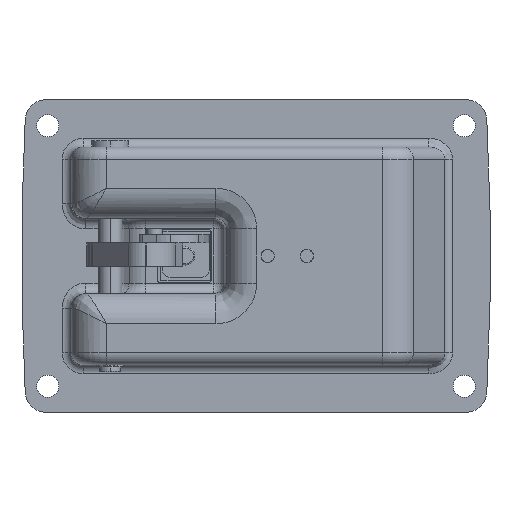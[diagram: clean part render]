
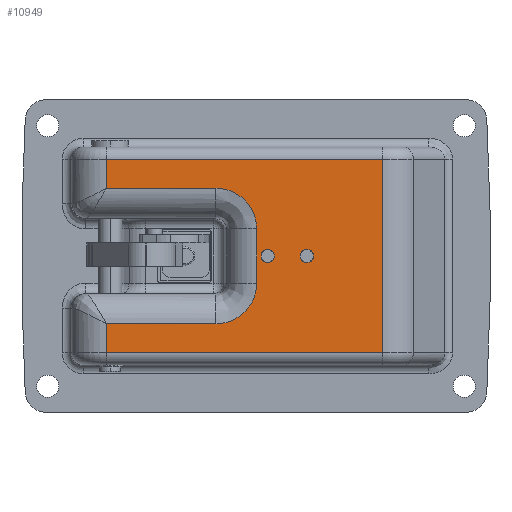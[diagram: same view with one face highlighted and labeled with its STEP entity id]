
A CAD part, front view. The second image highlights one B-rep face of the part: STEP entity #10949.
In plain terms, the highlighted planar face has unit normal (0, -1, 0).
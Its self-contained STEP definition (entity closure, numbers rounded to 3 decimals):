
#38 = ORIENTED_EDGE ( 'NONE', *, *, #10678, .F. ) ;
#60 = CARTESIAN_POINT ( 'NONE',  ( 40.626, -16.5, -26. ) ) ;
#70 = CIRCLE ( 'NONE', #3950, 2.55 ) ;
#103 = EDGE_CURVE ( 'NONE', #8065, #3605, #9532, .T. ) ;
#177 = CIRCLE ( 'NONE', #13368, 2.55 ) ;
#213 = CARTESIAN_POINT ( 'NONE',  ( 56.283, -16.5, 10.4 ) ) ;
#346 = CARTESIAN_POINT ( 'NONE',  ( 49.797, -16.5, -26. ) ) ;
#578 = EDGE_LOOP ( 'NONE', ( #4099, #8197 ) ) ;
#718 = DIRECTION ( 'NONE',  ( 0., 0., 1. ) ) ;
#783 = CARTESIAN_POINT ( 'NONE',  ( -15., -16.5, -37.195 ) ) ;
#835 = CARTESIAN_POINT ( 'NONE',  ( 75.5, -16.5, 0. ) ) ;
#924 = ORIENTED_EDGE ( 'NONE', *, *, #5925, .F. ) ;
#946 = EDGE_CURVE ( 'NONE', #4829, #11386, #14239, .T. ) ;
#1004 = VECTOR ( 'NONE', #12685, 1000. ) ;
#1091 = FACE_OUTER_BOUND ( 'NONE', #11532, .T. ) ;
#1430 = FACE_BOUND ( 'NONE', #6356, .T. ) ;
#1438 = DIRECTION ( 'NONE',  ( 0., 0., 1. ) ) ;
#1512 = LINE ( 'NONE', #4631, #12269 ) ;
#1564 = VECTOR ( 'NONE', #718, 1000. ) ;
#1777 = CARTESIAN_POINT ( 'NONE',  ( 56.283, -16.5, 41.795 ) ) ;
#1850 = EDGE_CURVE ( 'NONE', #7993, #7611, #177, .T. ) ;
#2124 = DIRECTION ( 'NONE',  ( 0., -1., 0. ) ) ;
#2268 = VERTEX_POINT ( 'NONE', #9679 ) ;
#2409 = DIRECTION ( 'NONE',  ( -1., 0., 0. ) ) ;
#2428 = CARTESIAN_POINT ( 'NONE',  ( 56.283, -16.5, -10.4 ) ) ;
#2507 = ORIENTED_EDGE ( 'NONE', *, *, #4103, .T. ) ;
#2516 = VERTEX_POINT ( 'NONE', #4550 ) ;
#2583 = LINE ( 'NONE', #9320, #8435 ) ;
#2748 = CARTESIAN_POINT ( 'NONE',  ( -1.4, -16.5, 37.195 ) ) ;
#2844 = EDGE_CURVE ( 'NONE', #7246, #4617, #13112, .T. ) ;
#3327 = CARTESIAN_POINT ( 'NONE',  ( 75.5, -16.5, 0. ) ) ;
#3562 = CARTESIAN_POINT ( 'NONE',  ( 56.283, -16.5, -19.538 ) ) ;
#3591 = DIRECTION ( 'NONE',  ( 1., 0., 0. ) ) ;
#3593 = CARTESIAN_POINT ( 'NONE',  ( 49.797, -16.5, 26. ) ) ;
#3605 = VERTEX_POINT ( 'NONE', #7389 ) ;
#3616 = VERTEX_POINT ( 'NONE', #9643 ) ;
#3672 = AXIS2_PLACEMENT_3D ( 'NONE', #8748, #14268, #7456 ) ;
#3739 = CARTESIAN_POINT ( 'NONE',  ( 40.626, -16.5, 26. ) ) ;
#3950 = AXIS2_PLACEMENT_3D ( 'NONE', #8209, #4705, #1438 ) ;
#4099 = ORIENTED_EDGE ( 'NONE', *, *, #1850, .F. ) ;
#4103 = EDGE_CURVE ( 'NONE', #2516, #12208, #8553, .T. ) ;
#4195 = VECTOR ( 'NONE', #13955, 1000. ) ;
#4332 = ORIENTED_EDGE ( 'NONE', *, *, #946, .F. ) ;
#4550 = CARTESIAN_POINT ( 'NONE',  ( -1.4, -16.5, -26. ) ) ;
#4617 = VERTEX_POINT ( 'NONE', #8577 ) ;
#4631 = CARTESIAN_POINT ( 'NONE',  ( -1.4, -16.5, 37.195 ) ) ;
#4705 = DIRECTION ( 'NONE',  ( 0., -1., 0. ) ) ;
#4829 = VERTEX_POINT ( 'NONE', #5069 ) ;
#4925 = CARTESIAN_POINT ( 'NONE',  ( 56.283, -16.5, 10.4 ) ) ;
#5069 = CARTESIAN_POINT ( 'NONE',  ( 56.283, -16.5, -10.4 ) ) ;
#5075 = EDGE_CURVE ( 'NONE', #12208, #7246, #14073, .T. ) ;
#5177 = CARTESIAN_POINT ( 'NONE',  ( -15., -16.5, 26. ) ) ;
#5220 = AXIS2_PLACEMENT_3D ( 'NONE', #835, #10928, #8875 ) ;
#5384 = ORIENTED_EDGE ( 'NONE', *, *, #2844, .T. ) ;
#5622 = CIRCLE ( 'NONE', #5220, 2.55 ) ;
#5639 = EDGE_CURVE ( 'NONE', #4829, #12799, #11651, .T. ) ;
#5734 = DIRECTION ( 'NONE',  ( 0., 0., 1. ) ) ;
#5837 = EDGE_CURVE ( 'NONE', #7611, #7993, #5622, .T. ) ;
#5925 = EDGE_CURVE ( 'NONE', #3616, #2268, #6858, .T. ) ;
#6057 = ORIENTED_EDGE ( 'NONE', *, *, #5075, .T. ) ;
#6334 = CARTESIAN_POINT ( 'NONE',  ( 104.607, -16.5, -37.195 ) ) ;
#6356 = EDGE_LOOP ( 'NONE', ( #8434, #38 ) ) ;
#6472 = EDGE_CURVE ( 'NONE', #2516, #12799, #2583, .T. ) ;
#6623 = ORIENTED_EDGE ( 'NONE', *, *, #6472, .F. ) ;
#6858 = LINE ( 'NONE', #5177, #4195 ) ;
#6928 = AXIS2_PLACEMENT_3D ( 'NONE', #13443, #7872, #5734 ) ;
#7012 = CARTESIAN_POINT ( 'NONE',  ( 56.283, -16.5, 19.538 ) ) ;
#7079 = CARTESIAN_POINT ( 'NONE',  ( 40.626, -16.5, -26. ) ) ;
#7098 = FACE_BOUND ( 'NONE', #578, .T. ) ;
#7246 = VERTEX_POINT ( 'NONE', #6334 ) ;
#7389 = CARTESIAN_POINT ( 'NONE',  ( 60.5, -16.5, -2.55 ) ) ;
#7456 = DIRECTION ( 'NONE',  ( 0., 0., 1. ) ) ;
#7611 = VERTEX_POINT ( 'NONE', #10526 ) ;
#7872 = DIRECTION ( 'NONE',  ( 0., -1., 0. ) ) ;
#7993 = VERTEX_POINT ( 'NONE', #10357 ) ;
#8065 = VERTEX_POINT ( 'NONE', #10448 ) ;
#8071 = LINE ( 'NONE', #11578, #1004 ) ;
#8197 = ORIENTED_EDGE ( 'NONE', *, *, #5837, .F. ) ;
#8209 = CARTESIAN_POINT ( 'NONE',  ( 60.5, -16.5, 0. ) ) ;
#8434 = ORIENTED_EDGE ( 'NONE', *, *, #103, .F. ) ;
#8435 = VECTOR ( 'NONE', #3591, 1000. ) ;
#8553 = LINE ( 'NONE', #9387, #8918 ) ;
#8577 = CARTESIAN_POINT ( 'NONE',  ( 104.607, -16.5, 37.195 ) ) ;
#8629 = CARTESIAN_POINT ( 'NONE',  ( 104.607, -16.5, 41.795 ) ) ;
#8748 = CARTESIAN_POINT ( 'NONE',  ( -15., -16.5, 41.795 ) ) ;
#8776 = DIRECTION ( 'NONE',  ( 1., 0., 0. ) ) ;
#8875 = DIRECTION ( 'NONE',  ( 0., 0., 1. ) ) ;
#8918 = VECTOR ( 'NONE', #9245, 1000. ) ;
#9245 = DIRECTION ( 'NONE',  ( 0., 0., -1. ) ) ;
#9284 = ORIENTED_EDGE ( 'NONE', *, *, #14171, .T. ) ;
#9289 = VECTOR ( 'NONE', #14262, 1000. ) ;
#9312 =( BOUNDED_CURVE ( )  B_SPLINE_CURVE ( 3, ( #3739, #3593, #7012, #4925 ),
 .UNSPECIFIED., .F., .F. ) 
 B_SPLINE_CURVE_WITH_KNOTS ( ( 4, 4 ),
 ( 4.712, 6.283 ),
 .UNSPECIFIED. ) 
 CURVE ( )  GEOMETRIC_REPRESENTATION_ITEM ( )  RATIONAL_B_SPLINE_CURVE ( ( 1., 0.805, 0.805, 1. ) ) 
 REPRESENTATION_ITEM ( '' )  );
#9320 = CARTESIAN_POINT ( 'NONE',  ( -15., -16.5, -26. ) ) ;
#9387 = CARTESIAN_POINT ( 'NONE',  ( -1.4, -16.5, 41.795 ) ) ;
#9417 = CARTESIAN_POINT ( 'NONE',  ( -1.4, -16.5, -37.195 ) ) ;
#9532 = CIRCLE ( 'NONE', #6928, 2.55 ) ;
#9643 = CARTESIAN_POINT ( 'NONE',  ( 40.626, -16.5, 26. ) ) ;
#9679 = CARTESIAN_POINT ( 'NONE',  ( -1.4, -16.5, 26. ) ) ;
#10048 = VECTOR ( 'NONE', #8776, 1000. ) ;
#10357 = CARTESIAN_POINT ( 'NONE',  ( 75.5, -16.5, 2.55 ) ) ;
#10448 = CARTESIAN_POINT ( 'NONE',  ( 60.5, -16.5, 2.55 ) ) ;
#10526 = CARTESIAN_POINT ( 'NONE',  ( 75.5, -16.5, -2.55 ) ) ;
#10568 = ORIENTED_EDGE ( 'NONE', *, *, #5639, .T. ) ;
#10678 = EDGE_CURVE ( 'NONE', #3605, #8065, #70, .T. ) ;
#10789 = ORIENTED_EDGE ( 'NONE', *, *, #14085, .T. ) ;
#10928 = DIRECTION ( 'NONE',  ( 0., -1., 0. ) ) ;
#10949 = ADVANCED_FACE ( 'NONE', ( #7098, #1430, #1091 ), #14180, .F. ) ;
#11386 = VERTEX_POINT ( 'NONE', #213 ) ;
#11532 = EDGE_LOOP ( 'NONE', ( #924, #13092, #4332, #10568, #6623, #2507, #6057, #5384, #10789, #9284 ) ) ;
#11578 = CARTESIAN_POINT ( 'NONE',  ( -1.4, -16.5, 41.795 ) ) ;
#11651 =( BOUNDED_CURVE ( )  B_SPLINE_CURVE ( 3, ( #2428, #3562, #346, #7079 ),
 .UNSPECIFIED., .F., .F. ) 
 B_SPLINE_CURVE_WITH_KNOTS ( ( 4, 4 ),
 ( 3.142, 4.712 ),
 .UNSPECIFIED. ) 
 CURVE ( )  GEOMETRIC_REPRESENTATION_ITEM ( )  RATIONAL_B_SPLINE_CURVE ( ( 1., 0.805, 0.805, 1. ) ) 
 REPRESENTATION_ITEM ( '' )  );
#12142 = EDGE_CURVE ( 'NONE', #3616, #11386, #9312, .T. ) ;
#12208 = VERTEX_POINT ( 'NONE', #9417 ) ;
#12269 = VECTOR ( 'NONE', #2409, 1000. ) ;
#12408 = DIRECTION ( 'NONE',  ( 0., 0., 1. ) ) ;
#12685 = DIRECTION ( 'NONE',  ( 0., 0., -1. ) ) ;
#12799 = VERTEX_POINT ( 'NONE', #60 ) ;
#13092 = ORIENTED_EDGE ( 'NONE', *, *, #12142, .T. ) ;
#13112 = LINE ( 'NONE', #8629, #9289 ) ;
#13368 = AXIS2_PLACEMENT_3D ( 'NONE', #3327, #2124, #12408 ) ;
#13443 = CARTESIAN_POINT ( 'NONE',  ( 60.5, -16.5, 0. ) ) ;
#13955 = DIRECTION ( 'NONE',  ( -1., 0., 0. ) ) ;
#14073 = LINE ( 'NONE', #783, #10048 ) ;
#14085 = EDGE_CURVE ( 'NONE', #4617, #14207, #1512, .T. ) ;
#14171 = EDGE_CURVE ( 'NONE', #14207, #2268, #8071, .T. ) ;
#14180 = PLANE ( 'NONE',  #3672 ) ;
#14207 = VERTEX_POINT ( 'NONE', #2748 ) ;
#14239 = LINE ( 'NONE', #1777, #1564 ) ;
#14262 = DIRECTION ( 'NONE',  ( 0., 0., 1. ) ) ;
#14268 = DIRECTION ( 'NONE',  ( 0., 1., 0. ) ) ;
